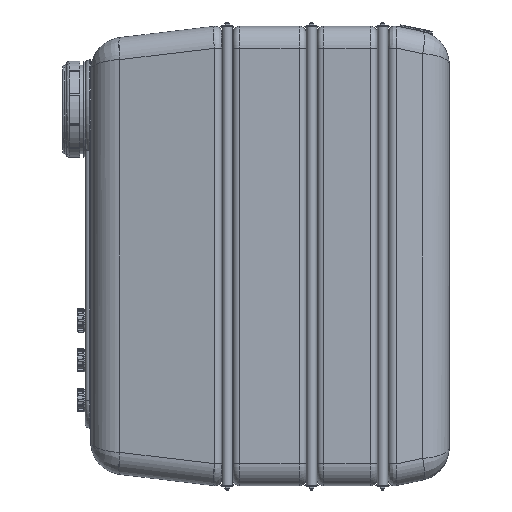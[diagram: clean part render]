
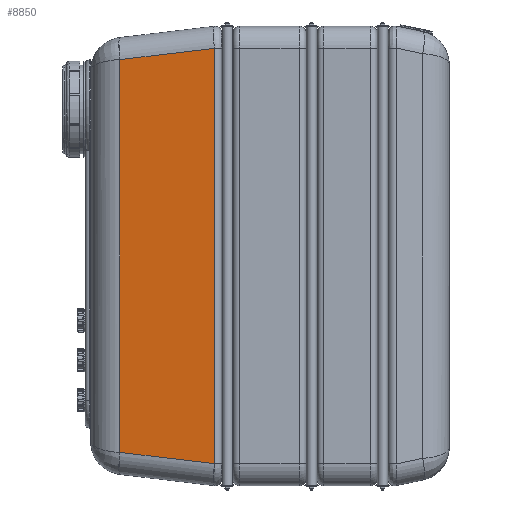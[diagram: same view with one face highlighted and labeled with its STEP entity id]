
A CAD part, left-side view. The second image highlights one B-rep face of the part: STEP entity #8850.
In plain terms, the highlighted planar face has unit normal (-0.993, 0.119, 0).
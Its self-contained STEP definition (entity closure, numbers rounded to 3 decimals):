
#5627=CARTESIAN_POINT('',(-359.787,1058.57,935.497));
#5628=VERTEX_POINT('',#5627);
#5757=CARTESIAN_POINT('',(-308.934,1482.851,884.645));
#5758=VERTEX_POINT('',#5757);
#5791=CARTESIAN_POINT('',(-359.787,1058.57,935.497));
#5792=DIRECTION('',(0.118,0.986,-0.118));
#5793=VECTOR('',#5792,430.332);
#5794=LINE('',#5791,#5793);
#5795=EDGE_CURVE('',#5628,#5758,#5794,.T.);
#8636=CARTESIAN_POINT('',(-359.787,1058.57,-935.497));
#8637=VERTEX_POINT('',#8636);
#8765=CARTESIAN_POINT('',(-308.934,1482.851,-884.645));
#8766=VERTEX_POINT('',#8765);
#8808=CARTESIAN_POINT('',(-308.934,1482.851,-884.645));
#8809=DIRECTION('',(-0.118,-0.986,-0.118));
#8810=VECTOR('',#8809,430.332);
#8811=LINE('',#8808,#8810);
#8812=EDGE_CURVE('',#8766,#8637,#8811,.T.);
#8823=CARTESIAN_POINT('',(-359.787,1058.57,935.497));
#8824=DIRECTION('',(0.0,0.0,-1.0));
#8825=VECTOR('',#8824,1870.995);
#8826=LINE('',#8823,#8825);
#8827=EDGE_CURVE('',#5628,#8637,#8826,.T.);
#8834=CARTESIAN_POINT('',(-308.934,1482.851,1035.0));
#8835=DIRECTION('',(-0.993,0.119,0.0));
#8836=DIRECTION('',(0.0,0.0,1.0));
#8837=AXIS2_PLACEMENT_3D('',#8834,#8835,#8836);
#8838=PLANE('',#8837);
#8839=ORIENTED_EDGE('',*,*,#5795,.T.);
#8840=CARTESIAN_POINT('',(-308.934,1482.851,884.645));
#8841=DIRECTION('',(0.0,0.0,-1.0));
#8842=VECTOR('',#8841,1769.289);
#8843=LINE('',#8840,#8842);
#8844=EDGE_CURVE('',#5758,#8766,#8843,.T.);
#8845=ORIENTED_EDGE('',*,*,#8844,.T.);
#8846=ORIENTED_EDGE('',*,*,#8812,.T.);
#8847=ORIENTED_EDGE('',*,*,#8827,.F.);
#8848=EDGE_LOOP('',(#8839,#8845,#8846,#8847));
#8849=FACE_OUTER_BOUND('',#8848,.T.);
#8850=ADVANCED_FACE('',(#8849),#8838,.T.);
